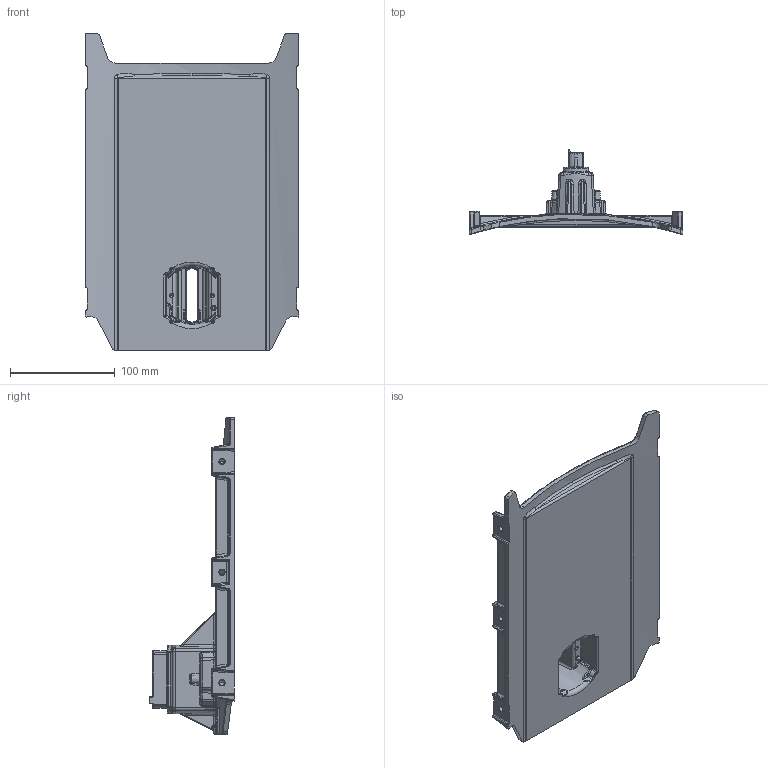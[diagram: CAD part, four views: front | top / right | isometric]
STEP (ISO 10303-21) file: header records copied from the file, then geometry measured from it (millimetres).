
FILE_DESCRIPTION((''),'2;1');
FILE_NAME('134B0414','2017-03-01T',('F32060'),('Danfoss Drives A/S'),'CREO PARAMETRIC BY PTC INC, 2015480','CREO PARAMETRIC BY PTC INC, 2015480','');
FILE_SCHEMA(('CONFIG_CONTROL_DESIGN','GEOMETRIC_VALIDATION_PROPERTIES_MIM'));
Products named in the file (1): 134B0414
Bounding box: 204 x 81.78 x 302.29 mm (x, y, z)
Volume: 535536.9 mm3; surface area: 156479.6 mm2
Topology: 1 solids, 9 shells, 1494 faces, 3417 edges, 1929 vertices
Faces by surface type: bspline 617, cylinder 468, plane 188, sphere 107, torus 68, cone 46
Entity records: 127522 total; most frequent: CARTESIAN_POINT 88195, ORIENTED_EDGE 6768, DIRECTION 5030, PRESENTATION_STYLE_ASSIGNMENT 3413, STYLED_ITEM 3413, CURVE_STYLE 3404, EDGE_CURVE 3404, AXIS2_PLACEMENT_3D 2067
